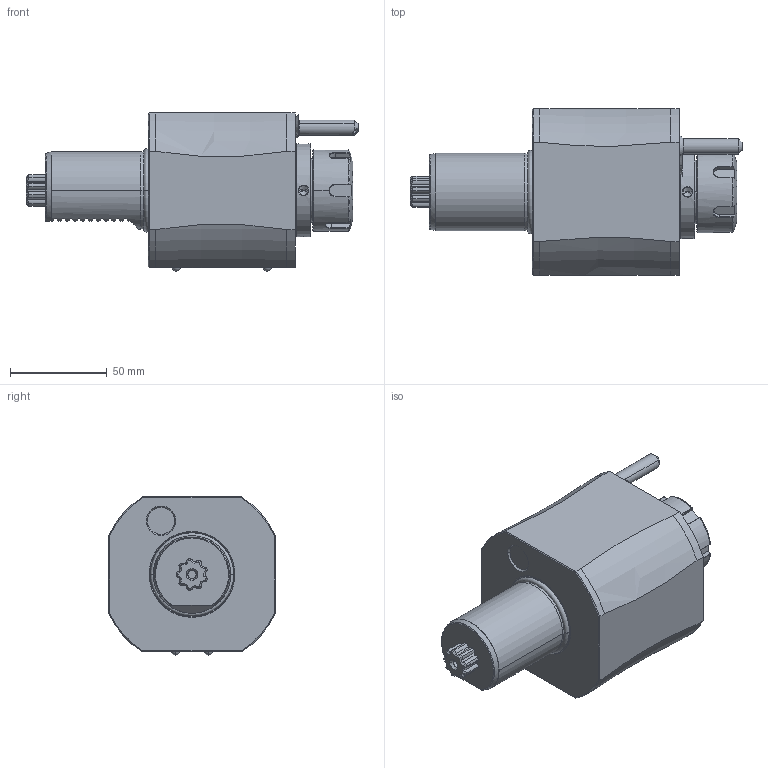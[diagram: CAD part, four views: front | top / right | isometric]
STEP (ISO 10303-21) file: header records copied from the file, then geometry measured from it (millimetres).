
FILE_DESCRIPTION((''),'2;1');
FILE_NAME('NGT1_40_111_25_1','2017-03-10T',('vali'),('NOVA GRUP'),'PRO/ENGINEER BY PARAMETRIC TECHNOLOGY CORPORATION, 2010280','PRO/ENGINEER BY PARAMETRIC TECHNOLOGY CORPORATION, 2010280','');
FILE_SCHEMA(('CONFIG_CONTROL_DESIGN'));
Length unit declared in the file: millimetre
Products named in the file (1): NGT1_40_111_25_1
Bounding box: 171.34 x 86 x 81.6 mm (x, y, z)
Volume: 579672 mm3; surface area: 50588 mm2
Topology: 1 solids, 1 shells, 313 faces, 806 edges, 500 vertices
Faces by surface type: plane 96, cylinder 95, cone 56, bspline 40, torus 20, sphere 6
Entity records: 14224 total; most frequent: CARTESIAN_POINT 7144, ORIENTED_EDGE 1588, DIRECTION 1273, EDGE_CURVE 794, VERTEX_POINT 500, AXIS2_PLACEMENT_3D 478, EDGE_LOOP 332, VECTOR 317
